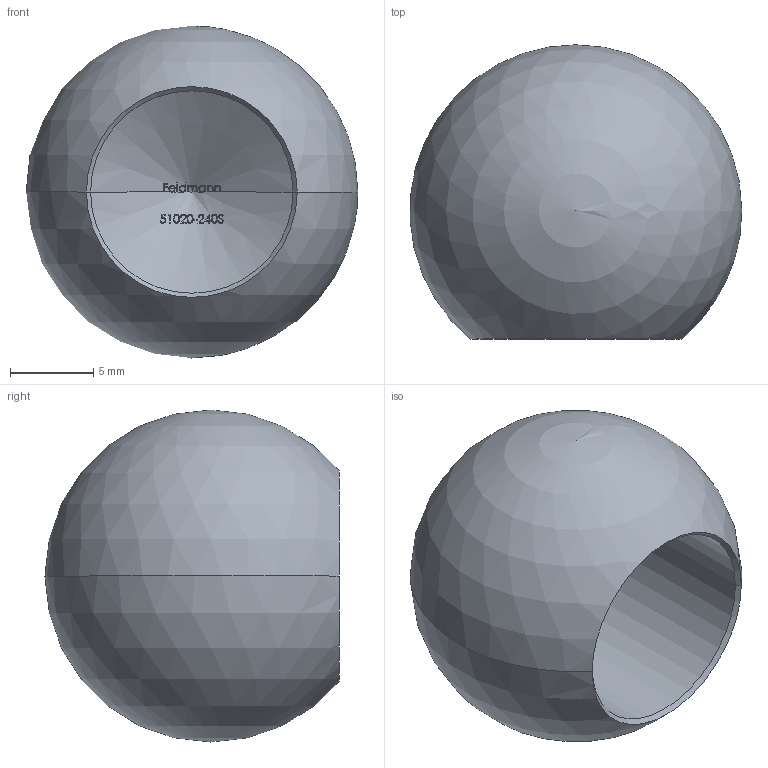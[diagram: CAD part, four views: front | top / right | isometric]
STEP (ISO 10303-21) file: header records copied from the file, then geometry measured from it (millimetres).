
FILE_DESCRIPTION (( 'STEP AP203' ), '1' );
FILE_NAME ('51020-240S.step', '2019-03-29T09:41:42', ( '' ), ( '' ), 'SwSTEP 2.0', 'SolidWorks 2015', '' );
FILE_SCHEMA (( 'CONFIG_CONTROL_DESIGN' ));
Length unit declared in the file: millimetre
Products named in the file (1): 51020-240S
Bounding box: 19.98 x 17.73 x 20 mm (x, y, z)
Volume: 2491.6 mm3; surface area: 1719 mm2
Topology: 1 solids, 1 shells, 247 faces, 665 edges, 433 vertices
Faces by surface type: bspline 110, plane 97, cone 36, cylinder 2, sphere 2
Entity records: 12429 total; most frequent: CARTESIAN_POINT 7326, ORIENTED_EDGE 1316, EDGE_CURVE 658, DIRECTION 542, VERTEX_POINT 430, B_SPLINE_CURVE_WITH_KNOTS 400, EDGE_LOOP 264, LINE 250
